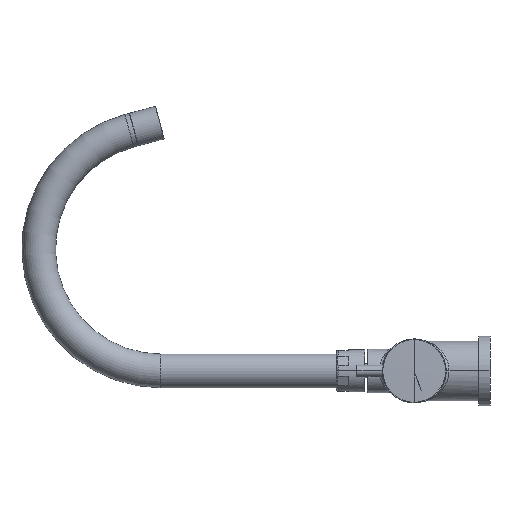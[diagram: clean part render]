
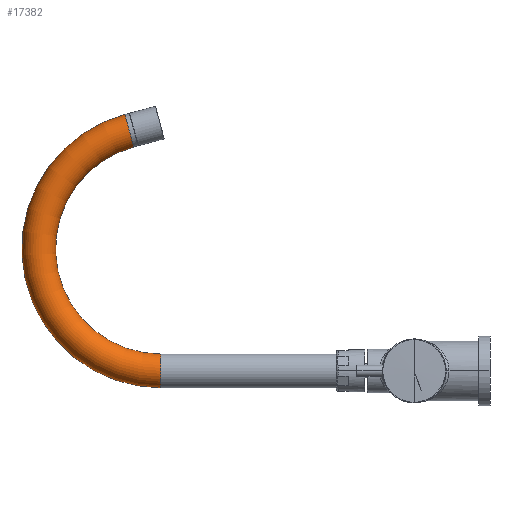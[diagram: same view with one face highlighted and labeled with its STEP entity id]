
A CAD part, left-side view. The second image highlights one B-rep face of the part: STEP entity #17382.
In plain terms, the highlighted toroidal (fillet/blend) face has major radius 86.972 mm and minor radius 12 mm.
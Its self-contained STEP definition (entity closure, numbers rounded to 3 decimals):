
#15810=CARTESIAN_POINT('',(-4.,227.828,0.));
#15811=DIRECTION('',(0.,1.,0.));
#15812=DIRECTION('',(0.,0.,-1.));
#15813=AXIS2_PLACEMENT_3D('',#15810,#15811,#15812);
#15815=CARTESIAN_POINT('',(-4.,227.828,86.972));
#15816=DIRECTION('',(1.,0.,0.));
#15817=DIRECTION('',(0.,0.,-1.));
#15818=AXIS2_PLACEMENT_3D('',#15815,#15816,#15817);
#15825=CARTESIAN_POINT('',(-4.,227.828,86.972));
#15826=DIRECTION('',(1.,0.,0.));
#15827=DIRECTION('',(0.,0.,-1.));
#15828=AXIS2_PLACEMENT_3D('',#15825,#15826,#15827);
#15859=CARTESIAN_POINT('',(-4.,250.338,170.98));
#15860=DIRECTION('',(0.,-0.966,0.259));
#15861=DIRECTION('',(0.,0.259,0.966));
#15862=AXIS2_PLACEMENT_3D('',#15859,#15860,#15861);
#15914=CARTESIAN_POINT('',(-4.,227.828,12.));
#15915=CARTESIAN_POINT('',(-4.,227.828,-12.));
#15916=VERTEX_POINT('',#15914);
#15917=VERTEX_POINT('',#15915);
#15918=CARTESIAN_POINT('',(-4.,247.232,159.389));
#15919=CARTESIAN_POINT('',(-4.,253.444,182.571));
#15920=VERTEX_POINT('',#15918);
#15921=VERTEX_POINT('',#15919);
#17368=CARTESIAN_POINT('',(-4.,227.828,86.972));
#17369=DIRECTION('',(1.,0.,0.));
#17370=DIRECTION('',(0.,0.,1.));
#17371=AXIS2_PLACEMENT_3D('',#17368,#17369,#17370);
#17372=TOROIDAL_SURFACE('',#17371,86.972,12.);
#17373=ORIENTED_EDGE('',*,*,#17355,.F.);
#17375=ORIENTED_EDGE('',*,*,#17374,.T.);
#17377=ORIENTED_EDGE('',*,*,#17376,.T.);
#17379=ORIENTED_EDGE('',*,*,#17378,.F.);
#17380=EDGE_LOOP('',(#17373,#17375,#17377,#17379));
#17381=FACE_OUTER_BOUND('',#17380,.F.);
#17382=ADVANCED_FACE('',(#17381),#17372,.T.);
#15814=CIRCLE('',#15813,12.);
#15819=CIRCLE('',#15818,98.972);
#15829=CIRCLE('',#15828,74.972);
#15863=CIRCLE('',#15862,12.);
#17355=EDGE_CURVE('',#15917,#15916,#15814,.T.);
#17374=EDGE_CURVE('',#15917,#15921,#15819,.T.);
#17376=EDGE_CURVE('',#15921,#15920,#15863,.T.);
#17378=EDGE_CURVE('',#15916,#15920,#15829,.T.);
